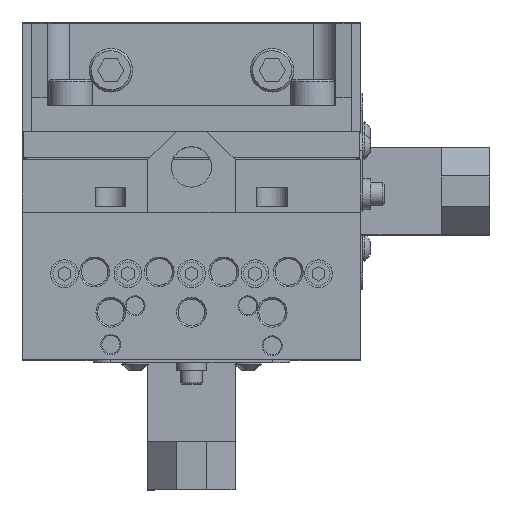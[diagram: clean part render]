
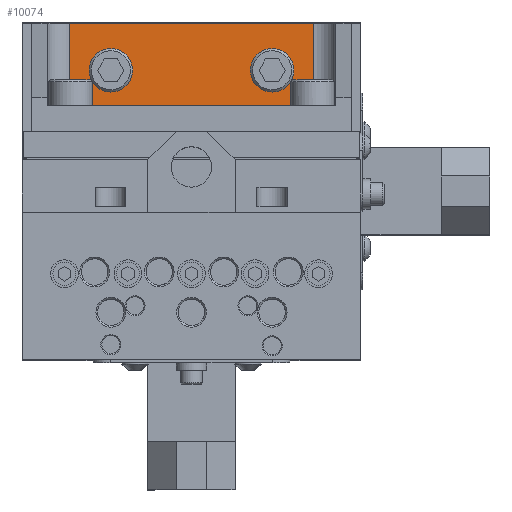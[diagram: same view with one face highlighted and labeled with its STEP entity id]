
A CAD part, top view. The second image highlights one B-rep face of the part: STEP entity #10074.
In plain terms, the highlighted planar face has unit normal (0, 0, 1).
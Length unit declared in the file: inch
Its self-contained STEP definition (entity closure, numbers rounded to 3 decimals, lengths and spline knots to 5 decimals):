
#10013=CARTESIAN_POINT('',(1.05,1.9285,1.16));
#10014=DIRECTION('',(0.0,0.0,1.0));
#10015=DIRECTION('',(0.0,1.0,0.0));
#10016=AXIS2_PLACEMENT_3D('',#10013,#10014,#10015);
#10017=PLANE('',#10016);
#10018=CARTESIAN_POINT('',(1.804,1.575,1.16));
#10019=VERTEX_POINT('',#10018);
#10020=CARTESIAN_POINT('',(0.296,1.575,1.16));
#10021=VERTEX_POINT('',#10020);
#10022=CARTESIAN_POINT('',(1.804,1.575,1.16));
#10023=DIRECTION('',(-1.0,0.0,0.0));
#10024=VECTOR('',#10023,1.508);
#10025=LINE('',#10022,#10024);
#10026=EDGE_CURVE('',#10019,#10021,#10025,.T.);
#10027=ORIENTED_EDGE('',*,*,#10026,.F.);
#10028=CARTESIAN_POINT('',(1.804,2.09,1.16));
#10029=VERTEX_POINT('',#10028);
#10030=CARTESIAN_POINT('',(1.804,2.09,1.16));
#10031=DIRECTION('',(0.0,-1.0,0.0));
#10032=VECTOR('',#10031,0.515);
#10033=LINE('',#10030,#10032);
#10034=EDGE_CURVE('',#10029,#10019,#10033,.T.);
#10035=ORIENTED_EDGE('',*,*,#10034,.F.);
#10036=CARTESIAN_POINT('',(0.296,2.09,1.16));
#10037=VERTEX_POINT('',#10036);
#10038=CARTESIAN_POINT('',(0.296,2.09,1.16));
#10039=DIRECTION('',(1.0,0.0,0.0));
#10040=VECTOR('',#10039,1.508);
#10041=LINE('',#10038,#10040);
#10042=EDGE_CURVE('',#10037,#10029,#10041,.T.);
#10043=ORIENTED_EDGE('',*,*,#10042,.F.);
#10044=CARTESIAN_POINT('',(0.296,2.09,1.16));
#10045=DIRECTION('',(0.0,-1.0,0.0));
#10046=VECTOR('',#10045,0.515);
#10047=LINE('',#10044,#10046);
#10048=EDGE_CURVE('',#10037,#10021,#10047,.T.);
#10049=ORIENTED_EDGE('',*,*,#10048,.T.);
#10050=EDGE_LOOP('',(#10027,#10035,#10043,#10049));
#10051=FACE_OUTER_BOUND('',#10050,.T.);
#10052=CARTESIAN_POINT('',(0.685,1.8,1.16));
#10053=VERTEX_POINT('',#10052);
#10054=CARTESIAN_POINT('',(0.55,1.8,1.16));
#10055=DIRECTION('',(0.0,0.0,-1.0));
#10056=DIRECTION('',(1.0,0.0,0.0));
#10057=AXIS2_PLACEMENT_3D('',#10054,#10055,#10056);
#10058=CIRCLE('',#10057,0.135);
#10059=EDGE_CURVE('',#10053,#10053,#10058,.T.);
#10060=ORIENTED_EDGE('',*,*,#10059,.T.);
#10061=EDGE_LOOP('',(#10060));
#10062=FACE_BOUND('',#10061,.T.);
#10063=CARTESIAN_POINT('',(1.685,1.8,1.16));
#10064=VERTEX_POINT('',#10063);
#10065=CARTESIAN_POINT('',(1.55,1.8,1.16));
#10066=DIRECTION('',(0.0,0.0,-1.0));
#10067=DIRECTION('',(1.0,0.0,0.0));
#10068=AXIS2_PLACEMENT_3D('',#10065,#10066,#10067);
#10069=CIRCLE('',#10068,0.135);
#10070=EDGE_CURVE('',#10064,#10064,#10069,.T.);
#10071=ORIENTED_EDGE('',*,*,#10070,.T.);
#10072=EDGE_LOOP('',(#10071));
#10073=FACE_BOUND('',#10072,.T.);
#10074=ADVANCED_FACE('',(#10051,#10062,#10073),#10017,.T.);
